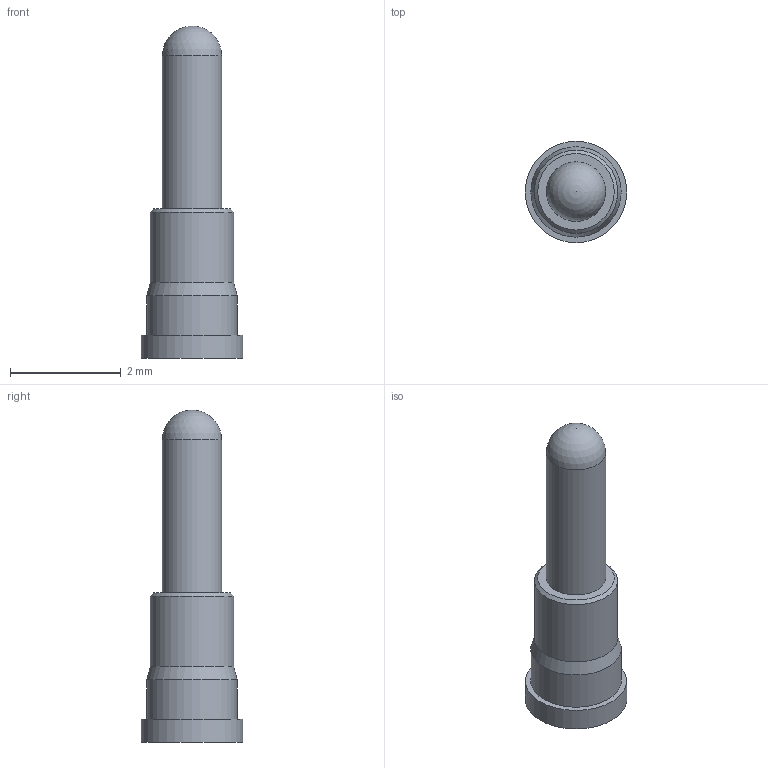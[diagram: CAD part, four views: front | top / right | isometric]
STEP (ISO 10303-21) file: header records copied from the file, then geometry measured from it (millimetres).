
FILE_DESCRIPTION(('FreeCAD Model'),'2;1');
FILE_NAME('Open CASCADE Shape Model','2021-02-13T10:41:04',( 'Thomas Sommer'),('TomSaw'),'Open CASCADE STEP processor 7.4', 'FreeCAD','Unknown');
FILE_SCHEMA(('AUTOMOTIVE_DESIGN { 1 0 10303 214 1 1 1 1 }'));
Length unit declared in the file: millimetre
Products named in the file (1): 0900-4-15-20-7X-14-11-0
Bounding box: 1.83 x 1.83 x 5.99 mm (x, y, z)
Volume: 8.2 mm3; surface area: 28.4 mm2
Topology: 1 solids, 1 shells, 10 faces, 17 edges, 10 vertices
Faces by surface type: cylinder 4, plane 3, cone 2, sphere 1
Full cylindrical faces by diameter (mm): 1.07 x1, 1.5 x1, 1.63 x1, 1.83 x1
Entity records: 256 total; most frequent: DIRECTION 48, CARTESIAN_POINT 37, ORIENTED_EDGE 32, AXIS2_PLACEMENT_3D 21, EDGE_CURVE 16, FACE_BOUND 12, EDGE_LOOP 12, ADVANCED_FACE 10
